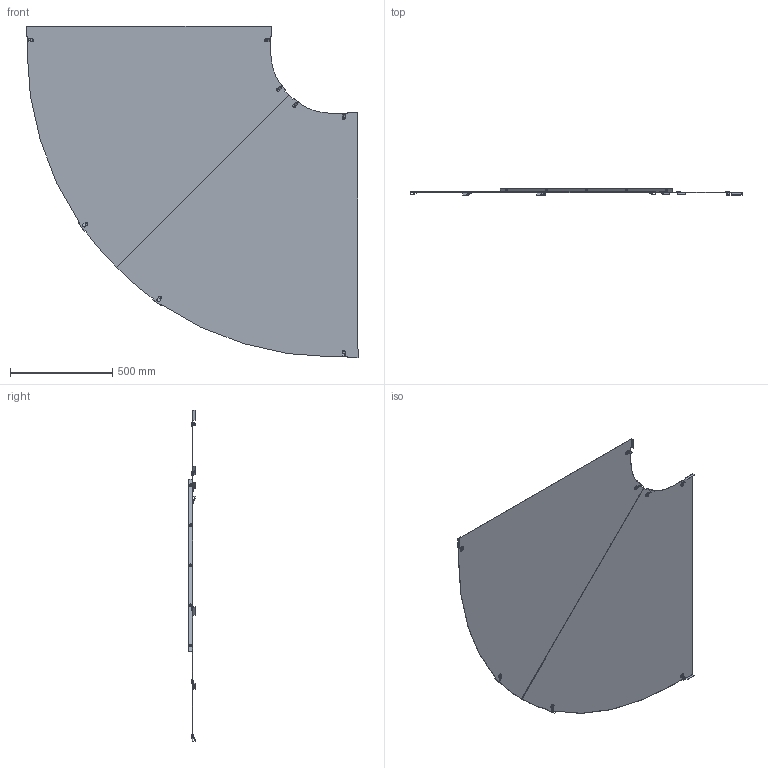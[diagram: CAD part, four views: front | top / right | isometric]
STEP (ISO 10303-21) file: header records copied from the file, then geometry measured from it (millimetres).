
FILE_DESCRIPTION (( 'STEP AP214' ), '1' );
FILE_NAME ('6226032.STP', '2017-03-27T12:13:00', ( '' ), ( '' ), 'SwSTEP 2.0', 'SolidWorks 2016', '' );
FILE_SCHEMA (( 'AUTOMOTIVE_DESIGN' ));
Length unit declared in the file: millimetre
Products named in the file (8): KTS 14.001-017_M8x25-; 009561_Hexagon Flange Nut DIN 6923 - M6 - C; KTS 08.080-022_Standard; KTS 08.081-003_Standard; KTS 08.082-005_Standard; 096580_1200_FT_Left; 096580_1200_FT_Right; 6226032
Assembly tree (22 placements, depth 3):
  6226032
    096580_1200_FT_Right
    096580_1200_FT_Left
    KTS 08.080-022_Standard  x8
      KTS 08.082-005_Standard
      KTS 08.081-003_Standard
    009561_Hexagon Flange Nut DIN 6923 - M6 - C  x5
    KTS 14.001-017_M8x25-  x5
Bounding box: 1627.25 x 30.68 x 1627.25 mm (x, y, z)
Volume: 2561052.9 mm3; surface area: 4097920.6 mm2
Topology: 28 solids, 28 shells, 669 faces, 1650 edges, 1079 vertices
Faces by surface type: plane 405, cylinder 160, torus 42, bspline 26, cone 26, sphere 10
Entity records: 7776 total; most frequent: CARTESIAN_POINT 1551, ORIENTED_EDGE 1224, DIRECTION 1198, EDGE_CURVE 612, LINE 462, VECTOR 462, VERTEX_POINT 405, AXIS2_PLACEMENT_3D 368
